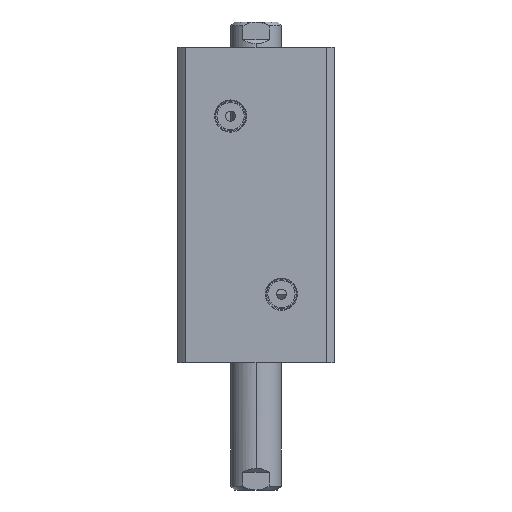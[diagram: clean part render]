
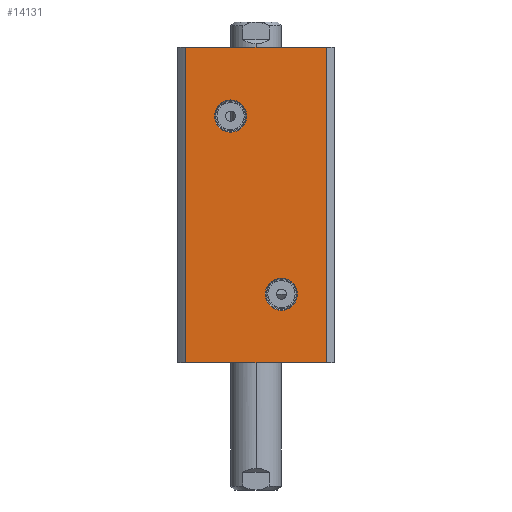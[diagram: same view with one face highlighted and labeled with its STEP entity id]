
A CAD part, left-side view. The second image highlights one B-rep face of the part: STEP entity #14131.
In plain terms, the highlighted planar face has unit normal (-1, 0, 0).
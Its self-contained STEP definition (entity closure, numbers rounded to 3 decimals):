
#759 = CARTESIAN_POINT ( 'NONE',  ( -31., 10., 35. ) ) ;
#982 = VERTEX_POINT ( 'NONE', #11386 ) ;
#1033 = VERTEX_POINT ( 'NONE', #5177 ) ;
#1065 = DIRECTION ( 'NONE',  ( 0., 1., 0. ) ) ;
#1352 = CARTESIAN_POINT ( 'NONE',  ( -31., -27.591, 62. ) ) ;
#1864 = AXIS2_PLACEMENT_3D ( 'NONE', #759, #25570, #11182 ) ;
#2146 = ORIENTED_EDGE ( 'NONE', *, *, #22447, .F. ) ;
#3365 = EDGE_CURVE ( 'NONE', #16265, #16439, #6464, .T. ) ;
#3769 = FACE_BOUND ( 'NONE', #18860, .T. ) ;
#4010 = EDGE_CURVE ( 'NONE', #20031, #982, #25544, .T. ) ;
#5177 = CARTESIAN_POINT ( 'NONE',  ( -31., 10., 28.665 ) ) ;
#5981 = DIRECTION ( 'NONE',  ( -1., 0., 0. ) ) ;
#6340 = FACE_BOUND ( 'NONE', #22257, .T. ) ;
#6464 = LINE ( 'NONE', #18468, #15501 ) ;
#6751 = VECTOR ( 'NONE', #11868, 1000. ) ;
#7221 = ORIENTED_EDGE ( 'NONE', *, *, #4010, .F. ) ;
#7432 = VECTOR ( 'NONE', #16958, 1000. ) ;
#8481 = ORIENTED_EDGE ( 'NONE', *, *, #3365, .T. ) ;
#8612 = PLANE ( 'NONE',  #21216 ) ;
#9712 = CARTESIAN_POINT ( 'NONE',  ( -31., -27.591, 62. ) ) ;
#10241 = EDGE_CURVE ( 'NONE', #16265, #19097, #23935, .T. ) ;
#11182 = DIRECTION ( 'NONE',  ( 0., 0., 1. ) ) ;
#11386 = CARTESIAN_POINT ( 'NONE',  ( -31., -10., -28.665 ) ) ;
#11452 = CARTESIAN_POINT ( 'NONE',  ( -31., 10., 35. ) ) ;
#11868 = DIRECTION ( 'NONE',  ( 0., -1., 0. ) ) ;
#11926 = CARTESIAN_POINT ( 'NONE',  ( -31., -27.591, -62. ) ) ;
#12595 = ORIENTED_EDGE ( 'NONE', *, *, #24800, .T. ) ;
#12689 = CARTESIAN_POINT ( 'NONE',  ( -31., -10., -35. ) ) ;
#12820 = EDGE_CURVE ( 'NONE', #982, #20031, #26773, .T. ) ;
#12883 = LINE ( 'NONE', #22062, #6751 ) ;
#12982 = AXIS2_PLACEMENT_3D ( 'NONE', #18343, #5981, #14758 ) ;
#13167 = ORIENTED_EDGE ( 'NONE', *, *, #13485, .F. ) ;
#13283 = LINE ( 'NONE', #1352, #16170 ) ;
#13485 = EDGE_CURVE ( 'NONE', #23096, #1033, #14434, .T. ) ;
#14131 = ADVANCED_FACE ( 'NONE', ( #6340, #3769, #17615 ), #8612, .F. ) ;
#14234 = DIRECTION ( 'NONE',  ( 0., 0., -1. ) ) ;
#14434 = CIRCLE ( 'NONE', #1864, 6.335 ) ;
#14758 = DIRECTION ( 'NONE',  ( 0., 0., 1. ) ) ;
#15501 = VECTOR ( 'NONE', #14234, 1000. ) ;
#16170 = VECTOR ( 'NONE', #19919, 1000. ) ;
#16265 = VERTEX_POINT ( 'NONE', #18603 ) ;
#16439 = VERTEX_POINT ( 'NONE', #19054 ) ;
#16931 = DIRECTION ( 'NONE',  ( 0., 0., 1. ) ) ;
#16957 = CIRCLE ( 'NONE', #23429, 6.335 ) ;
#16958 = DIRECTION ( 'NONE',  ( 0., -1., 0. ) ) ;
#17615 = FACE_OUTER_BOUND ( 'NONE', #23158, .T. ) ;
#18343 = CARTESIAN_POINT ( 'NONE',  ( -31., -10., -35. ) ) ;
#18468 = CARTESIAN_POINT ( 'NONE',  ( -31., 27.591, 62. ) ) ;
#18603 = CARTESIAN_POINT ( 'NONE',  ( -31., 27.591, 62. ) ) ;
#18860 = EDGE_LOOP ( 'NONE', ( #20281, #7221 ) ) ;
#19054 = CARTESIAN_POINT ( 'NONE',  ( -31., 27.591, -62. ) ) ;
#19097 = VERTEX_POINT ( 'NONE', #9712 ) ;
#19201 = CARTESIAN_POINT ( 'NONE',  ( -31., 27.591, 62. ) ) ;
#19582 = AXIS2_PLACEMENT_3D ( 'NONE', #12689, #21182, #16931 ) ;
#19699 = VERTEX_POINT ( 'NONE', #11926 ) ;
#19919 = DIRECTION ( 'NONE',  ( 0., 0., -1. ) ) ;
#20031 = VERTEX_POINT ( 'NONE', #21910 ) ;
#20281 = ORIENTED_EDGE ( 'NONE', *, *, #12820, .F. ) ;
#21182 = DIRECTION ( 'NONE',  ( -1., 0., 0. ) ) ;
#21216 = AXIS2_PLACEMENT_3D ( 'NONE', #19201, #21262, #1065 ) ;
#21262 = DIRECTION ( 'NONE',  ( 1., 0., 0. ) ) ;
#21910 = CARTESIAN_POINT ( 'NONE',  ( -31., -10., -41.335 ) ) ;
#22062 = CARTESIAN_POINT ( 'NONE',  ( -31., 27.591, -62. ) ) ;
#22257 = EDGE_LOOP ( 'NONE', ( #13167, #23711 ) ) ;
#22447 = EDGE_CURVE ( 'NONE', #19097, #19699, #13283, .T. ) ;
#23096 = VERTEX_POINT ( 'NONE', #25872 ) ;
#23158 = EDGE_LOOP ( 'NONE', ( #12595, #2146, #23485, #8481 ) ) ;
#23305 = CARTESIAN_POINT ( 'NONE',  ( -31., 27.591, 62. ) ) ;
#23429 = AXIS2_PLACEMENT_3D ( 'NONE', #11452, #25839, #23845 ) ;
#23485 = ORIENTED_EDGE ( 'NONE', *, *, #10241, .F. ) ;
#23711 = ORIENTED_EDGE ( 'NONE', *, *, #25817, .F. ) ;
#23845 = DIRECTION ( 'NONE',  ( 0., 0., 1. ) ) ;
#23935 = LINE ( 'NONE', #23305, #7432 ) ;
#24800 = EDGE_CURVE ( 'NONE', #16439, #19699, #12883, .T. ) ;
#25544 = CIRCLE ( 'NONE', #12982, 6.335 ) ;
#25570 = DIRECTION ( 'NONE',  ( -1., 0., 0. ) ) ;
#25817 = EDGE_CURVE ( 'NONE', #1033, #23096, #16957, .T. ) ;
#25839 = DIRECTION ( 'NONE',  ( -1., 0., 0. ) ) ;
#25872 = CARTESIAN_POINT ( 'NONE',  ( -31., 10., 41.335 ) ) ;
#26773 = CIRCLE ( 'NONE', #19582, 6.335 ) ;
